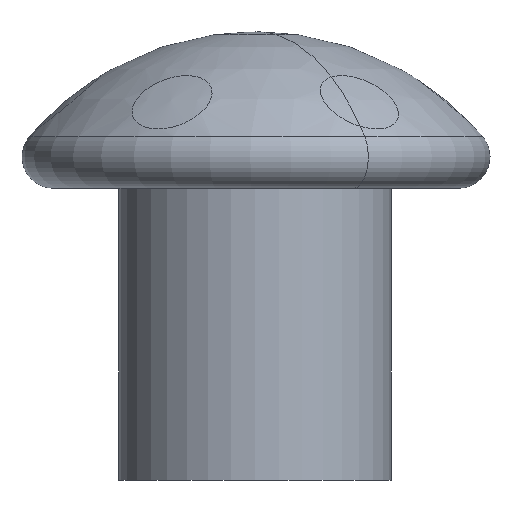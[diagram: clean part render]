
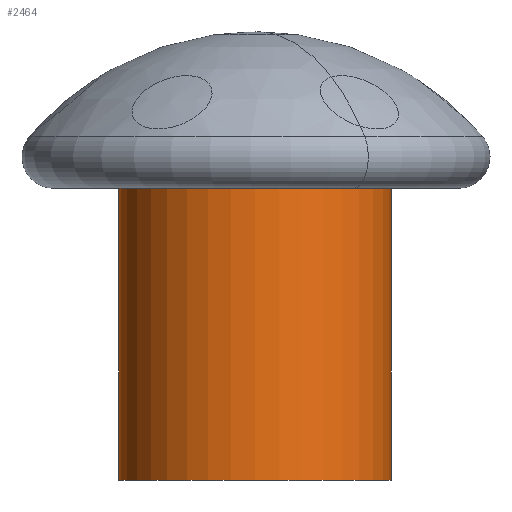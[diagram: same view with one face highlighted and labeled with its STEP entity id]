
A CAD part, front view. The second image highlights one B-rep face of the part: STEP entity #2464.
In plain terms, the highlighted cylindrical face has radius 130.5 mm (diameter 261 mm), a partial arc.
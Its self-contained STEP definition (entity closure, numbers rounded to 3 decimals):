
#2362 = EDGE_CURVE('',#2363,#2365,#2367,.T.);
#2363 = VERTEX_POINT('',#2364);
#2364 = CARTESIAN_POINT('',(169.5,0.,0.));
#2365 = VERTEX_POINT('',#2366);
#2366 = CARTESIAN_POINT('',(430.5,0.,0.));
#2367 = CIRCLE('',#2368,130.5);
#2368 = AXIS2_PLACEMENT_3D('',#2369,#2370,#2371);
#2369 = CARTESIAN_POINT('',(300.,0.,0.));
#2370 = DIRECTION('',(0.,0.,1.));
#2371 = DIRECTION('',(1.,0.,-0.));
#2464 = ADVANCED_FACE('',(#2465),#2491,.T.);
#2465 = FACE_BOUND('',#2466,.T.);
#2466 = EDGE_LOOP('',(#2467,#2475,#2476,#2484));
#2467 = ORIENTED_EDGE('',*,*,#2468,.F.);
#2468 = EDGE_CURVE('',#2363,#2469,#2471,.T.);
#2469 = VERTEX_POINT('',#2470);
#2470 = CARTESIAN_POINT('',(169.5,0.,295.));
#2471 = LINE('',#2472,#2473);
#2472 = CARTESIAN_POINT('',(169.5,0.,150.));
#2473 = VECTOR('',#2474,1.);
#2474 = DIRECTION('',(0.,0.,1.));
#2475 = ORIENTED_EDGE('',*,*,#2362,.T.);
#2476 = ORIENTED_EDGE('',*,*,#2477,.T.);
#2477 = EDGE_CURVE('',#2365,#2478,#2480,.T.);
#2478 = VERTEX_POINT('',#2479);
#2479 = CARTESIAN_POINT('',(430.5,0.,295.));
#2480 = LINE('',#2481,#2482);
#2481 = CARTESIAN_POINT('',(430.5,0.,150.));
#2482 = VECTOR('',#2483,1.);
#2483 = DIRECTION('',(0.,0.,1.));
#2484 = ORIENTED_EDGE('',*,*,#2485,.F.);
#2485 = EDGE_CURVE('',#2469,#2478,#2486,.T.);
#2486 = CIRCLE('',#2487,130.5);
#2487 = AXIS2_PLACEMENT_3D('',#2488,#2489,#2490);
#2488 = CARTESIAN_POINT('',(300.,0.,295.));
#2489 = DIRECTION('',(0.,0.,1.));
#2490 = DIRECTION('',(1.,0.,-0.));
#2491 = CYLINDRICAL_SURFACE('',#2492,130.5);
#2492 = AXIS2_PLACEMENT_3D('',#2493,#2494,#2495);
#2493 = CARTESIAN_POINT('',(300.,0.,150.));
#2494 = DIRECTION('',(0.,0.,1.));
#2495 = DIRECTION('',(1.,0.,-0.));
